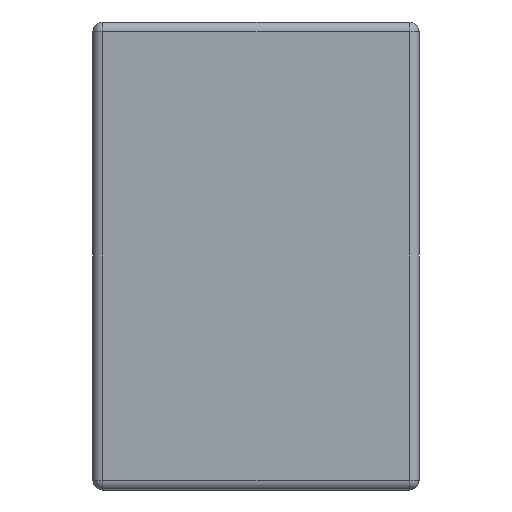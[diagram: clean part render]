
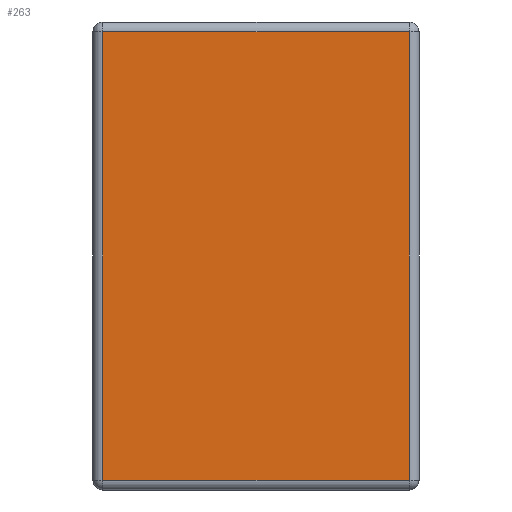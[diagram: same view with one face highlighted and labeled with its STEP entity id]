
A CAD part, left-side view. The second image highlights one B-rep face of the part: STEP entity #263.
In plain terms, the highlighted planar face has unit normal (-1, 0, 0).
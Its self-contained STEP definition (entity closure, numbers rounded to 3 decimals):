
#173 = LINE ( 'NONE', #863, #4200 ) ;
#263 = ADVANCED_FACE ( 'NONE', ( #2567 ), #2285, .T. ) ;
#321 = EDGE_CURVE ( 'NONE', #4483, #3098, #2760, .T. ) ;
#432 = ORIENTED_EDGE ( 'NONE', *, *, #4342, .T. ) ;
#733 = CARTESIAN_POINT ( 'NONE',  ( 0., 0.034, -1.616 ) ) ;
#768 = CARTESIAN_POINT ( 'NONE',  ( 0., 0., 0. ) ) ;
#772 = ORIENTED_EDGE ( 'NONE', *, *, #785, .T. ) ;
#781 = CARTESIAN_POINT ( 'NONE',  ( 0., 0.034, 0. ) ) ;
#785 = EDGE_CURVE ( 'NONE', #3098, #1283, #3640, .T. ) ;
#863 = CARTESIAN_POINT ( 'NONE',  ( 0., 1.15, -0.034 ) ) ;
#1283 = VERTEX_POINT ( 'NONE', #733 ) ;
#1327 = EDGE_LOOP ( 'NONE', ( #772, #4268, #432, #2713 ) ) ;
#1457 = VECTOR ( 'NONE', #2926, 1000. ) ;
#1521 = DIRECTION ( 'NONE',  ( -1., 0., 0. ) ) ;
#1655 = VECTOR ( 'NONE', #4098, 1000. ) ;
#2207 = CARTESIAN_POINT ( 'NONE',  ( 0., 1.116, -1.616 ) ) ;
#2285 = PLANE ( 'NONE',  #4677 ) ;
#2417 = VECTOR ( 'NONE', #2534, 1000. ) ;
#2476 = EDGE_CURVE ( 'NONE', #1283, #2802, #2607, .T. ) ;
#2534 = DIRECTION ( 'NONE',  ( 0., -1., 0. ) ) ;
#2567 = FACE_OUTER_BOUND ( 'NONE', #1327, .T. ) ;
#2607 = LINE ( 'NONE', #781, #1457 ) ;
#2679 = DIRECTION ( 'NONE',  ( 0., 1., 0. ) ) ;
#2713 = ORIENTED_EDGE ( 'NONE', *, *, #321, .T. ) ;
#2760 = LINE ( 'NONE', #3766, #1655 ) ;
#2802 = VERTEX_POINT ( 'NONE', #3794 ) ;
#2926 = DIRECTION ( 'NONE',  ( 0., 0., 1. ) ) ;
#3098 = VERTEX_POINT ( 'NONE', #2207 ) ;
#3377 = CARTESIAN_POINT ( 'NONE',  ( 0., 1.116, -0.034 ) ) ;
#3640 = LINE ( 'NONE', #4407, #2417 ) ;
#3696 = DIRECTION ( 'NONE',  ( 0., 0., 1. ) ) ;
#3766 = CARTESIAN_POINT ( 'NONE',  ( 0., 1.116, -1.65 ) ) ;
#3794 = CARTESIAN_POINT ( 'NONE',  ( 0., 0.034, -0.034 ) ) ;
#4098 = DIRECTION ( 'NONE',  ( 0., 0., -1. ) ) ;
#4200 = VECTOR ( 'NONE', #2679, 1000. ) ;
#4268 = ORIENTED_EDGE ( 'NONE', *, *, #2476, .T. ) ;
#4342 = EDGE_CURVE ( 'NONE', #2802, #4483, #173, .T. ) ;
#4407 = CARTESIAN_POINT ( 'NONE',  ( 0., 0., -1.616 ) ) ;
#4483 = VERTEX_POINT ( 'NONE', #3377 ) ;
#4677 = AXIS2_PLACEMENT_3D ( 'NONE', #768, #1521, #3696 ) ;
